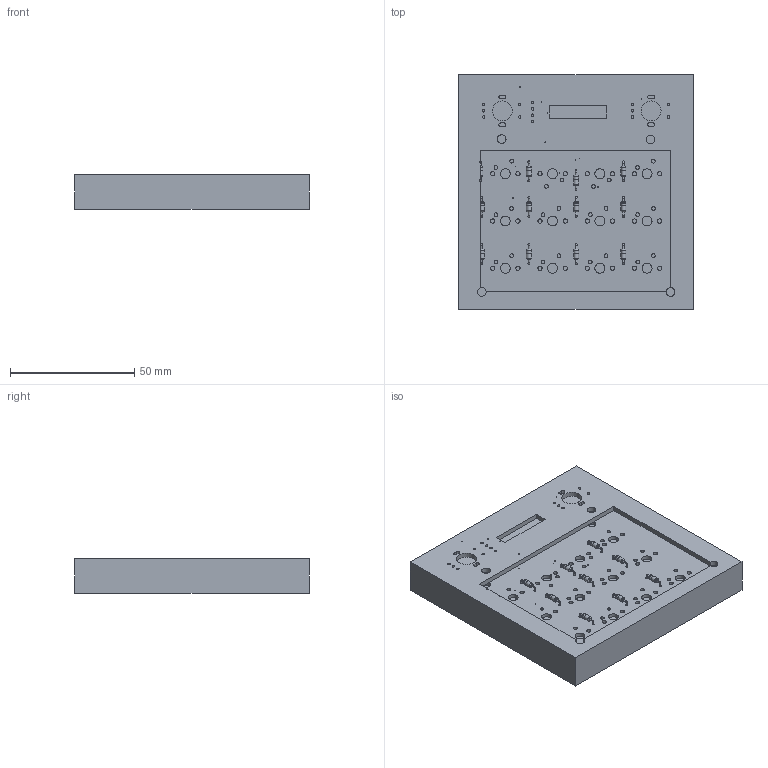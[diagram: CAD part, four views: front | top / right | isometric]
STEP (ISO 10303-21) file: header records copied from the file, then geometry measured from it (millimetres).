
FILE_DESCRIPTION(/* description */ ('KiCad electronic assembly'),/* implementation_level */ '2;1');
FILE_NAME(/* name */ 'Hyperion_Pad_case.step',/* time_stamp */ '2025-11-26T11:58:55-08:00',/* author */ (''),/* organization */ (''),/* preprocessor_version */ 'ST-DEVELOPER v20.1',/* originating_system */ 'Autodesk Translation Framework v14.21.0.0',/* authorisation */ '');
FILE_SCHEMA (('AUTOMOTIVE_DESIGN { 1 0 10303 214 3 1 1 }'));
Length unit declared in the file: millimetre
Products named in the file (3): KICAD 1; KICAD_PCB; D_DO-35_SOD27_P7.62mm_Horizontal
Assembly tree (13 placements, depth 2):
  KICAD 1
    D_DO-35_SOD27_P7.62mm_Horizontal  x12
    KICAD_PCB
Bounding box: 94.7 x 94.6 x 14 mm (x, y, z)
Volume: 43876.3 mm3; surface area: 53309.9 mm2
Topology: 26 solids, 26 shells, 396 faces, 930 edges, 612 vertices
Faces by surface type: cylinder 230, plane 118, torus 48
Full cylindrical faces by diameter (mm): 0.3 x16, 0.5 x36, 0.8 x24, 1 x28, 1.5 x24, 1.7 x24, 2 x24, 2.02 x12, 3.5 x6, 4 x12, 8 x2
Entity records: 8109 total; most frequent: DIRECTION 1432, CARTESIAN_POINT 1272, ORIENTED_EDGE 1244, EDGE_CURVE 622, AXIS2_PLACEMENT_3D 574, EDGE_LOOP 516, VERTEX_POINT 414, CIRCLE 338
